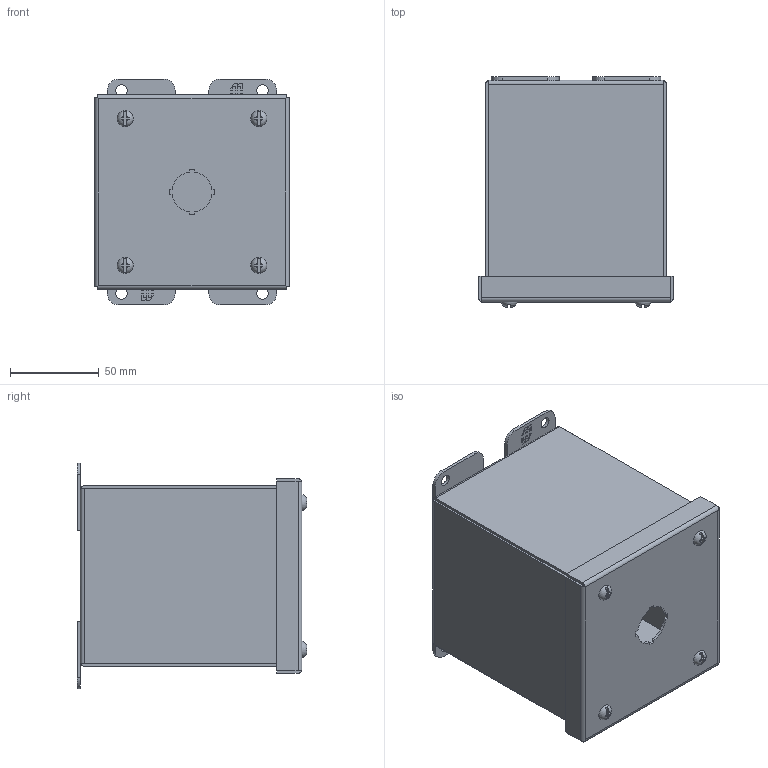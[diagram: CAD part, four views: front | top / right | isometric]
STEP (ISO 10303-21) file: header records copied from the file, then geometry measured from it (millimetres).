
FILE_DESCRIPTION (( 'STEP AP214' ), '1' );
FILE_NAME ('1437MSSA.STEP', '2019-11-08T18:56:30', ( '' ), ( '' ), 'SwSTEP 2.0', 'SolidWorks 2019', '' );
FILE_SCHEMA (( 'AUTOMOTIVE_DESIGN' ));
Length unit declared in the file: inch
Products named in the file (1): 1437MSSA
Bounding box: 109.52 x 129.26 x 127 mm (x, y, z)
Volume: 151854.6 mm3; surface area: 190829.3 mm2
Topology: 21 solids, 21 shells, 478 faces, 1175 edges, 756 vertices
Faces by surface type: plane 371, cylinder 88, bspline 8, cone 7, torus 4
Full cylindrical faces by diameter (mm): 1.651 x4, 3.759 x4, 3.967 x1, 4.826 x5, 6.071 x4, 6.35 x9, 6.426 x4, 8.001 x4, 9.525 x1, 10.312 x8
Entity records: 20462 total; most frequent: CARTESIAN_POINT 2931, ORIENTED_EDGE 2228, DIRECTION 2154, EDGE_CURVE 1114, VECTOR 824, LINE 824, VERTEX_POINT 750, AXIS2_PLACEMENT_3D 665
